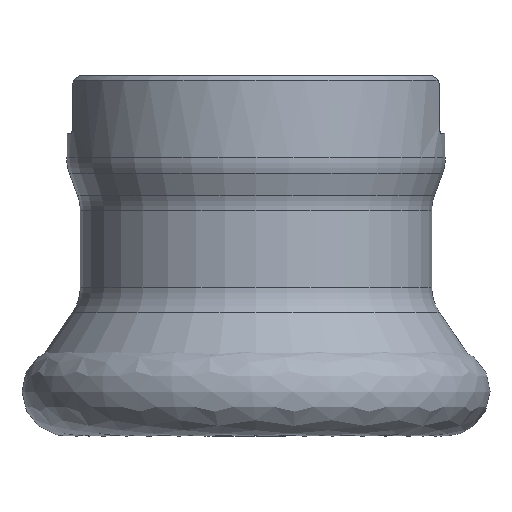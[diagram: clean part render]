
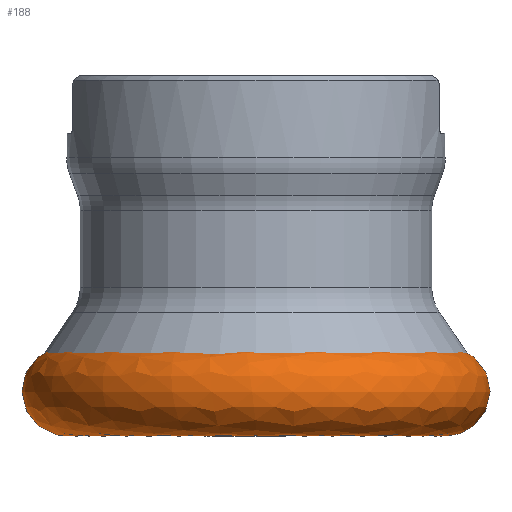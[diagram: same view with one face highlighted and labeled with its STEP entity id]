
A CAD part, left-side view. The second image highlights one B-rep face of the part: STEP entity #188.
In plain terms, the highlighted face is a revolution surface.
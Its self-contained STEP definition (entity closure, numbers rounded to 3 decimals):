
#31=SURFACE_OF_REVOLUTION('',#933,#32);
#32=AXIS1_PLACEMENT('',#1780,#1323);
#33=VERTEX_LOOP('',#768);
#188=ADVANCED_FACE('',(#363),#31,.F.);
#363=FACE_BOUND('',#33,.T.);
#768=VERTEX_POINT('',#1778);
#933=CIRCLE('',#1052,5.);
#1052=AXIS2_PLACEMENT_3D('',#1779,#1321,#1322);
#1321=DIRECTION('',(0.035,-0.992,-0.122));
#1322=DIRECTION('',(0.999,0.035,0.));
#1323=DIRECTION('',(0.,0.,-1.));
#1778=CARTESIAN_POINT('',(25.962,-0.434,-35.037));
#1779=CARTESIAN_POINT('',(20.965,-0.609,-35.037));
#1780=CARTESIAN_POINT('',(0.,0.,-0.001));
